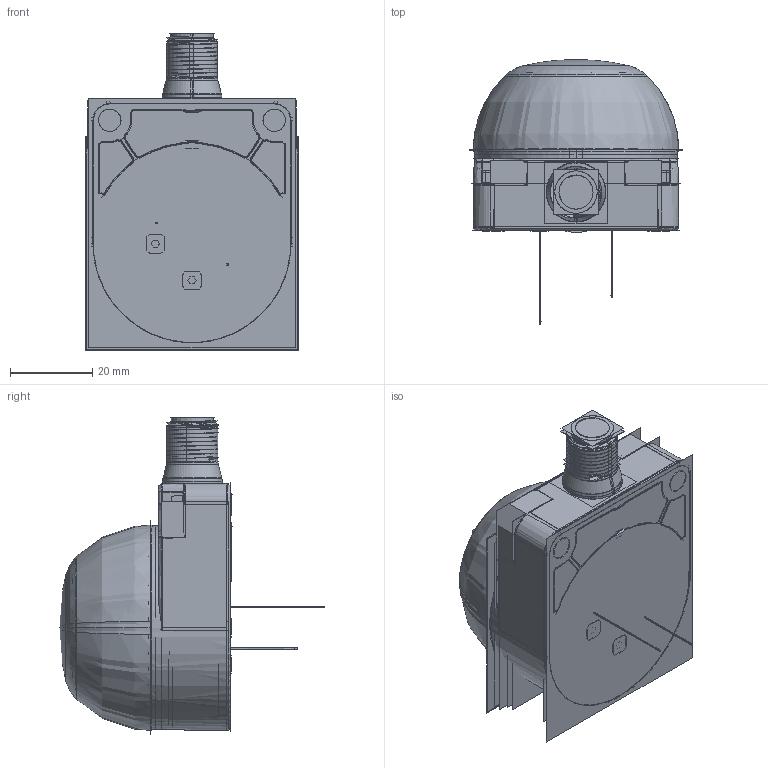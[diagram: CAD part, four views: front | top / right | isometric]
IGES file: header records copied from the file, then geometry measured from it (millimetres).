
Start section:  PTC IGES file: 206998.igs
Global section: file name: 206998.igs; native system: Creo Parametric by PTC Inc.; preprocessor: 2018300; author: pdmadmin; organization: Unknown; date: 20190311.073522; units: millimetre
Bounding box: 52 x 64.4 x 77.19 mm (x, y, z)
Volume: 33020.8 mm3; surface area: 168855.9 mm2
Topology: 11 solids, 11 shells, 2060 faces, 10308 edges, 13048 vertices
Faces by surface type: revolution 1168, bspline 892
